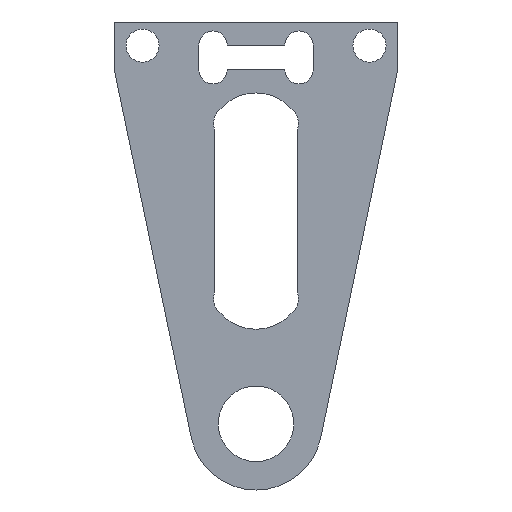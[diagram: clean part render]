
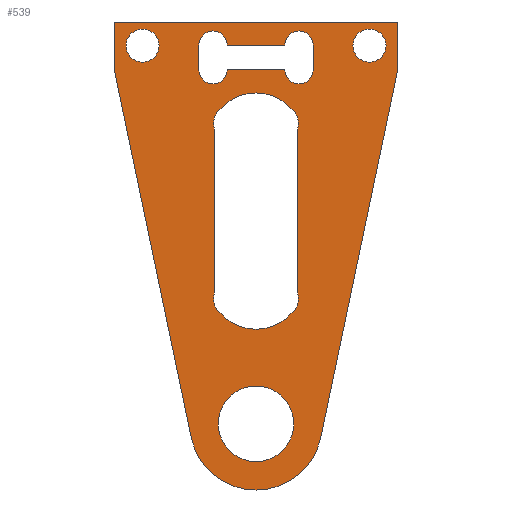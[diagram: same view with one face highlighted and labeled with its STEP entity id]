
A CAD part, left-side view. The second image highlights one B-rep face of the part: STEP entity #539.
In plain terms, the highlighted planar face has unit normal (-1, 0, 0).
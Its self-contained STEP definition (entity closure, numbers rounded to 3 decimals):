
#20=FACE_BOUND('',#97,.T.);
#21=FACE_BOUND('',#98,.T.);
#22=FACE_BOUND('',#99,.T.);
#23=FACE_BOUND('',#100,.T.);
#24=FACE_BOUND('',#101,.T.);
#37=PLANE('',#617);
#64=FACE_OUTER_BOUND('',#96,.T.);
#96=EDGE_LOOP('',(#474,#475,#476,#477,#478,#479));
#97=EDGE_LOOP('',(#480));
#98=EDGE_LOOP('',(#481));
#99=EDGE_LOOP('',(#482));
#100=EDGE_LOOP('',(#483,#484,#485,#486,#487,#488,#489,#490));
#101=EDGE_LOOP('',(#491,#492,#493,#494,#495,#496,#497,#498));
#105=LINE('',#799,#152);
#110=LINE('',#813,#157);
#114=LINE('',#825,#161);
#118=LINE('',#837,#165);
#124=LINE('',#861,#171);
#130=LINE('',#885,#177);
#133=LINE('',#895,#180);
#137=LINE('',#903,#184);
#140=LINE('',#909,#187);
#143=LINE('',#915,#190);
#146=LINE('',#921,#193);
#152=VECTOR('',#643,10.);
#157=VECTOR('',#656,10.);
#161=VECTOR('',#668,10.);
#165=VECTOR('',#680,10.);
#171=VECTOR('',#706,10.);
#177=VECTOR('',#732,10.);
#180=VECTOR('',#743,10.);
#184=VECTOR('',#749,10.);
#187=VECTOR('',#754,10.);
#190=VECTOR('',#759,10.);
#193=VECTOR('',#764,10.);
#196=CIRCLE('',#564,4.);
#198=CIRCLE('',#567,1.75);
#200=CIRCLE('',#570,1.75);
#202=CIRCLE('',#574,1.5);
#204=CIRCLE('',#578,1.5);
#206=CIRCLE('',#582,1.5);
#208=CIRCLE('',#586,1.5);
#210=CIRCLE('',#589,5.);
#212=CIRCLE('',#592,2.);
#214=CIRCLE('',#596,2.);
#216=CIRCLE('',#599,5.);
#218=CIRCLE('',#602,2.);
#220=CIRCLE('',#606,2.);
#222=CIRCLE('',#614,7.);
#224=VERTEX_POINT('',#779);
#226=VERTEX_POINT('',#785);
#228=VERTEX_POINT('',#791);
#230=VERTEX_POINT('',#797);
#231=VERTEX_POINT('',#798);
#234=VERTEX_POINT('',#806);
#236=VERTEX_POINT('',#812);
#238=VERTEX_POINT('',#818);
#240=VERTEX_POINT('',#824);
#242=VERTEX_POINT('',#830);
#244=VERTEX_POINT('',#836);
#246=VERTEX_POINT('',#845);
#247=VERTEX_POINT('',#846);
#250=VERTEX_POINT('',#854);
#252=VERTEX_POINT('',#860);
#254=VERTEX_POINT('',#866);
#256=VERTEX_POINT('',#872);
#258=VERTEX_POINT('',#878);
#260=VERTEX_POINT('',#884);
#262=VERTEX_POINT('',#893);
#263=VERTEX_POINT('',#894);
#266=VERTEX_POINT('',#902);
#268=VERTEX_POINT('',#908);
#270=VERTEX_POINT('',#914);
#272=VERTEX_POINT('',#920);
#274=EDGE_CURVE('',#224,#224,#196,.T.);
#277=EDGE_CURVE('',#226,#226,#198,.T.);
#280=EDGE_CURVE('',#228,#228,#200,.T.);
#283=EDGE_CURVE('',#230,#231,#105,.T.);
#287=EDGE_CURVE('',#234,#230,#202,.T.);
#290=EDGE_CURVE('',#236,#234,#110,.T.);
#293=EDGE_CURVE('',#238,#236,#204,.T.);
#296=EDGE_CURVE('',#240,#238,#114,.T.);
#299=EDGE_CURVE('',#242,#240,#206,.T.);
#302=EDGE_CURVE('',#244,#242,#118,.T.);
#305=EDGE_CURVE('',#231,#244,#208,.T.);
#307=EDGE_CURVE('',#246,#247,#210,.T.);
#311=EDGE_CURVE('',#250,#246,#212,.T.);
#314=EDGE_CURVE('',#252,#250,#124,.T.);
#317=EDGE_CURVE('',#254,#252,#214,.T.);
#320=EDGE_CURVE('',#256,#254,#216,.T.);
#323=EDGE_CURVE('',#258,#256,#218,.T.);
#326=EDGE_CURVE('',#260,#258,#130,.T.);
#329=EDGE_CURVE('',#247,#260,#220,.T.);
#331=EDGE_CURVE('',#262,#263,#133,.T.);
#335=EDGE_CURVE('',#266,#262,#137,.T.);
#338=EDGE_CURVE('',#268,#266,#140,.T.);
#341=EDGE_CURVE('',#270,#268,#143,.T.);
#344=EDGE_CURVE('',#272,#270,#146,.T.);
#347=EDGE_CURVE('',#263,#272,#222,.T.);
#474=ORIENTED_EDGE('',*,*,#347,.F.);
#475=ORIENTED_EDGE('',*,*,#331,.F.);
#476=ORIENTED_EDGE('',*,*,#335,.F.);
#477=ORIENTED_EDGE('',*,*,#338,.F.);
#478=ORIENTED_EDGE('',*,*,#341,.F.);
#479=ORIENTED_EDGE('',*,*,#344,.F.);
#480=ORIENTED_EDGE('',*,*,#274,.T.);
#481=ORIENTED_EDGE('',*,*,#277,.T.);
#482=ORIENTED_EDGE('',*,*,#280,.T.);
#483=ORIENTED_EDGE('',*,*,#329,.F.);
#484=ORIENTED_EDGE('',*,*,#307,.F.);
#485=ORIENTED_EDGE('',*,*,#311,.F.);
#486=ORIENTED_EDGE('',*,*,#314,.F.);
#487=ORIENTED_EDGE('',*,*,#317,.F.);
#488=ORIENTED_EDGE('',*,*,#320,.F.);
#489=ORIENTED_EDGE('',*,*,#323,.F.);
#490=ORIENTED_EDGE('',*,*,#326,.F.);
#491=ORIENTED_EDGE('',*,*,#305,.F.);
#492=ORIENTED_EDGE('',*,*,#283,.F.);
#493=ORIENTED_EDGE('',*,*,#287,.F.);
#494=ORIENTED_EDGE('',*,*,#290,.F.);
#495=ORIENTED_EDGE('',*,*,#293,.F.);
#496=ORIENTED_EDGE('',*,*,#296,.F.);
#497=ORIENTED_EDGE('',*,*,#299,.F.);
#498=ORIENTED_EDGE('',*,*,#302,.F.);
#539=ADVANCED_FACE('',(#64,#20,#21,#22,#23,#24),#37,.F.);
#564=AXIS2_PLACEMENT_3D('',#780,#622,#623);
#567=AXIS2_PLACEMENT_3D('',#786,#629,#630);
#570=AXIS2_PLACEMENT_3D('',#792,#636,#637);
#574=AXIS2_PLACEMENT_3D('',#807,#649,#650);
#578=AXIS2_PLACEMENT_3D('',#819,#661,#662);
#582=AXIS2_PLACEMENT_3D('',#831,#673,#674);
#586=AXIS2_PLACEMENT_3D('',#842,#685,#686);
#589=AXIS2_PLACEMENT_3D('',#847,#691,#692);
#592=AXIS2_PLACEMENT_3D('',#855,#699,#700);
#596=AXIS2_PLACEMENT_3D('',#867,#711,#712);
#599=AXIS2_PLACEMENT_3D('',#873,#718,#719);
#602=AXIS2_PLACEMENT_3D('',#879,#725,#726);
#606=AXIS2_PLACEMENT_3D('',#890,#737,#738);
#614=AXIS2_PLACEMENT_3D('',#926,#769,#770);
#617=AXIS2_PLACEMENT_3D('',#929,#775,#776);
#622=DIRECTION('center_axis',(1.,0.,0.));
#623=DIRECTION('ref_axis',(0.,1.,0.));
#629=DIRECTION('center_axis',(1.,0.,0.));
#630=DIRECTION('ref_axis',(0.,1.,0.));
#636=DIRECTION('center_axis',(1.,0.,0.));
#637=DIRECTION('ref_axis',(0.,1.,0.));
#643=DIRECTION('',(0.,-1.,0.));
#649=DIRECTION('center_axis',(-1.,0.,0.));
#650=DIRECTION('ref_axis',(0.,1.,0.));
#656=DIRECTION('',(0.,0.,-1.));
#661=DIRECTION('center_axis',(-1.,0.,0.));
#662=DIRECTION('ref_axis',(0.,-1.,0.));
#668=DIRECTION('',(0.,1.,0.));
#673=DIRECTION('center_axis',(-1.,0.,0.));
#674=DIRECTION('ref_axis',(0.,-1.,0.));
#680=DIRECTION('',(0.,0.,1.));
#685=DIRECTION('center_axis',(-1.,0.,0.));
#686=DIRECTION('ref_axis',(0.,1.,0.));
#691=DIRECTION('center_axis',(-1.,0.,0.));
#692=DIRECTION('ref_axis',(0.,0.88,0.475));
#699=DIRECTION('center_axis',(-1.,0.,0.));
#700=DIRECTION('ref_axis',(0.,-0.602,0.799));
#706=DIRECTION('',(0.,0.,-1.));
#711=DIRECTION('center_axis',(-1.,0.,0.));
#712=DIRECTION('ref_axis',(0.,-0.953,0.303));
#718=DIRECTION('center_axis',(-1.,0.,0.));
#719=DIRECTION('ref_axis',(0.,-0.88,-0.475));
#725=DIRECTION('center_axis',(-1.,0.,0.));
#726=DIRECTION('ref_axis',(0.,0.602,-0.799));
#732=DIRECTION('',(0.,0.,1.));
#737=DIRECTION('center_axis',(-1.,0.,0.));
#738=DIRECTION('ref_axis',(0.,0.953,-0.303));
#743=DIRECTION('',(0.,0.205,-0.979));
#749=DIRECTION('',(0.,0.,-1.));
#754=DIRECTION('',(0.,-1.,0.));
#759=DIRECTION('',(0.,0.,1.));
#764=DIRECTION('',(0.,0.205,0.979));
#769=DIRECTION('center_axis',(1.,0.,0.));
#770=DIRECTION('ref_axis',(0.,-0.979,-0.205));
#775=DIRECTION('center_axis',(1.,0.,0.));
#776=DIRECTION('ref_axis',(0.,0.,-1.));
#779=CARTESIAN_POINT('',(0.,-4.,0.));
#780=CARTESIAN_POINT('Origin',(0.,0.,0.));
#785=CARTESIAN_POINT('',(0.,10.25,40.));
#786=CARTESIAN_POINT('Origin',(0.,12.,40.));
#791=CARTESIAN_POINT('',(0.,-13.75,40.));
#792=CARTESIAN_POINT('Origin',(0.,-12.,40.));
#797=CARTESIAN_POINT('',(0.,3.05,37.45));
#798=CARTESIAN_POINT('',(0.,-3.05,37.45));
#799=CARTESIAN_POINT('',(0.,6.05,37.45));
#806=CARTESIAN_POINT('',(0.,6.05,37.45));
#807=CARTESIAN_POINT('Origin',(0.,4.55,37.45));
#812=CARTESIAN_POINT('',(0.,6.05,40.05));
#813=CARTESIAN_POINT('',(0.,6.05,40.05));
#818=CARTESIAN_POINT('',(0.,3.05,40.05));
#819=CARTESIAN_POINT('Origin',(0.,4.55,40.05));
#824=CARTESIAN_POINT('',(0.,-3.05,40.05));
#825=CARTESIAN_POINT('',(0.,-6.05,40.05));
#830=CARTESIAN_POINT('',(0.,-6.05,40.05));
#831=CARTESIAN_POINT('Origin',(0.,-4.55,40.05));
#836=CARTESIAN_POINT('',(0.,-6.05,37.45));
#837=CARTESIAN_POINT('',(0.,-6.05,37.45));
#842=CARTESIAN_POINT('Origin',(0.,-4.55,37.45));
#845=CARTESIAN_POINT('',(0.,3.698,11.635));
#846=CARTESIAN_POINT('',(0.,-3.698,11.635));
#847=CARTESIAN_POINT('Origin',(0.,0.,15.));
#854=CARTESIAN_POINT('',(0.,4.4,13.839));
#855=CARTESIAN_POINT('Origin',(0.,2.494,13.232));
#860=CARTESIAN_POINT('',(0.,4.4,31.161));
#861=CARTESIAN_POINT('',(0.,4.4,32.375));
#866=CARTESIAN_POINT('',(0.,3.698,33.365));
#867=CARTESIAN_POINT('Origin',(0.,2.494,31.768));
#872=CARTESIAN_POINT('',(0.,-3.698,33.365));
#873=CARTESIAN_POINT('Origin',(0.,0.,30.));
#878=CARTESIAN_POINT('',(0.,-4.4,31.161));
#879=CARTESIAN_POINT('Origin',(0.,-2.494,31.768));
#884=CARTESIAN_POINT('',(0.,-4.4,13.839));
#885=CARTESIAN_POINT('',(0.,-4.4,12.625));
#890=CARTESIAN_POINT('Origin',(0.,-2.494,13.232));
#893=CARTESIAN_POINT('',(0.,-15.,37.5));
#894=CARTESIAN_POINT('',(0.,-6.852,-1.434));
#895=CARTESIAN_POINT('',(0.,-15.,37.5));
#902=CARTESIAN_POINT('',(0.,-15.,42.5));
#903=CARTESIAN_POINT('',(0.,-15.,42.5));
#908=CARTESIAN_POINT('',(0.,15.,42.5));
#909=CARTESIAN_POINT('',(0.,15.,42.5));
#914=CARTESIAN_POINT('',(0.,15.,37.5));
#915=CARTESIAN_POINT('',(0.,15.,37.5));
#920=CARTESIAN_POINT('',(0.,6.852,-1.434));
#921=CARTESIAN_POINT('',(0.,6.852,-1.434));
#926=CARTESIAN_POINT('Origin',(0.,0.,0.));
#929=CARTESIAN_POINT('Origin',(0.,0.,17.75));
